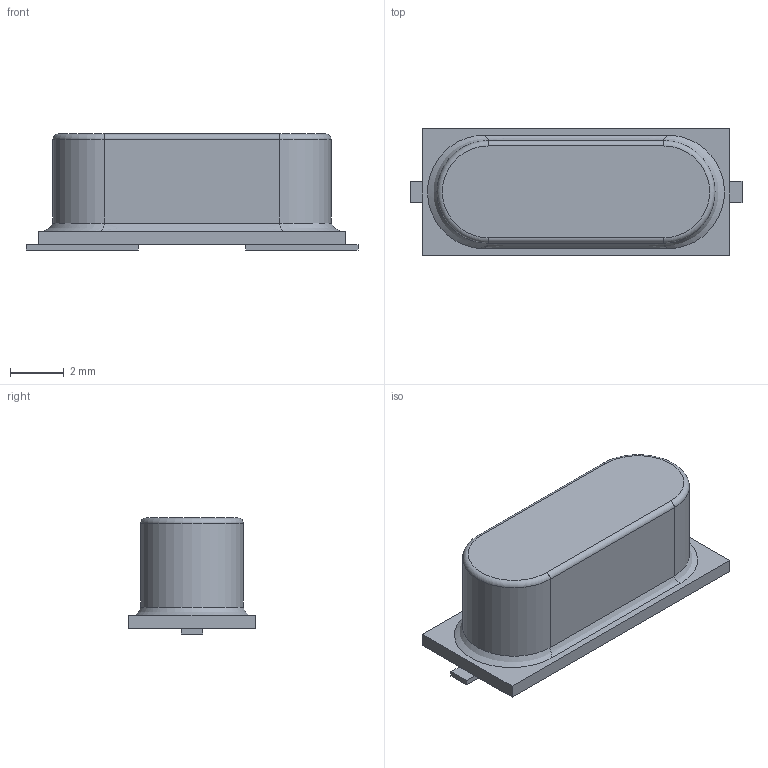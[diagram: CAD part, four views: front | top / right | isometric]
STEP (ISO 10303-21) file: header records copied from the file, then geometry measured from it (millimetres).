
FILE_DESCRIPTION(('FreeCAD Model'),'2;1');
FILE_NAME('quartz-SMD-11.4mm_X_4.7mm.step','2019-03-13T23:21:20',('Almisuifre'),(''), 'Open CASCADE STEP processor 6.8','FreeCAD','Unknown');
FILE_SCHEMA(('AUTOMOTIVE_DESIGN_CC2 { 1 2 10303 214 -1 1 5 4 }'));
Length unit declared in the file: millimetre
Products named in the file (4): ASSEMBLY; Fillet; Pad001; Pad
Assembly tree (3 placements, depth 2):
  ASSEMBLY
    Fillet
    Pad001
    Pad
Bounding box: 12.3 x 4.7 x 4.3 mm (x, y, z)
Volume: 158.3 mm3; surface area: 309.4 mm2
Topology: 4 solids, 4 shells, 32 faces, 64 edges, 40 vertices
Faces by surface type: plane 22, cylinder 4, bspline 4, torus 2
Entity records: 1916 total; most frequent: CARTESIAN_POINT 512, DIRECTION 240, LINE 156, VECTOR 156, ORIENTED_EDGE 128, PCURVE 128, DEFINITIONAL_REPRESENTATION 128, EDGE_CURVE 64
